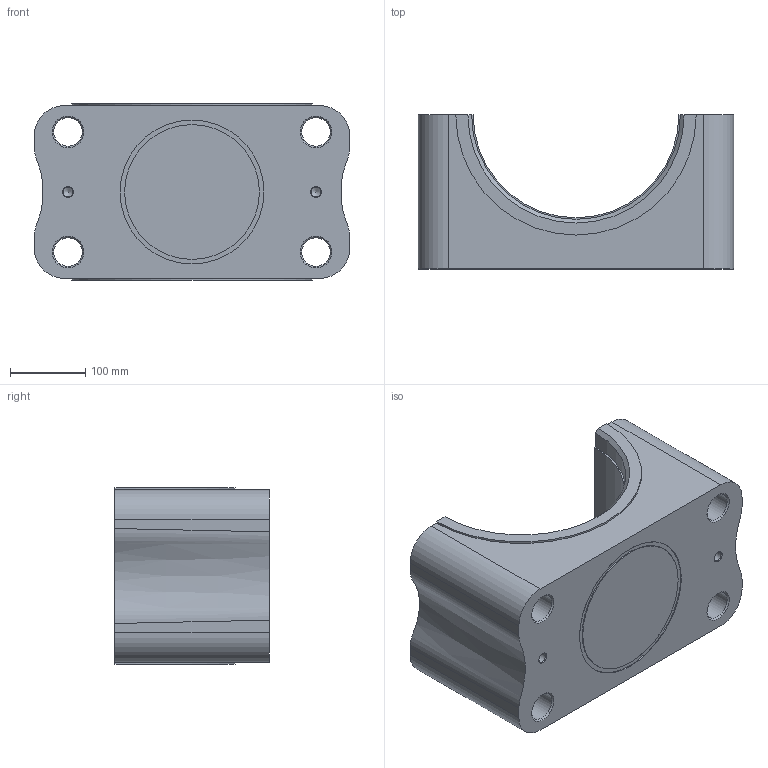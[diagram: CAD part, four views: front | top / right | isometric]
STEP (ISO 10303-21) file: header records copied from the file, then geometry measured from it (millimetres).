
FILE_DESCRIPTION (( 'STEP AP203' ), '1' );
FILE_NAME ('452B03S02-½Ä±ì®y.STEP', '2023-09-28T05:54:56', ( '' ), ( '' ), 'SwSTEP 2.0', 'SolidWorks 2018', '' );
FILE_SCHEMA (( 'CONFIG_CONTROL_DESIGN' ));
Length unit declared in the file: millimetre
Products named in the file (1): 452B03S02-衝桿座
Bounding box: 420 x 205 x 235 mm (x, y, z)
Volume: 11364623.6 mm3; surface area: 515471.3 mm2
Topology: 1 solids, 1 shells, 58 faces, 154 edges, 100 vertices
Faces by surface type: cylinder 21, cone 20, plane 15, bspline 2
Full cylindrical faces by diameter (mm): 10.2 x2, 13 x4, 38 x4, 179.5 x1, 191.5 x1
Entity records: 1825 total; most frequent: CARTESIAN_POINT 413, DIRECTION 294, ORIENTED_EDGE 232, AXIS2_PLACEMENT_3D 125, EDGE_CURVE 116, EDGE_LOOP 98, VERTEX_POINT 92, FACE_OUTER_BOUND 70
